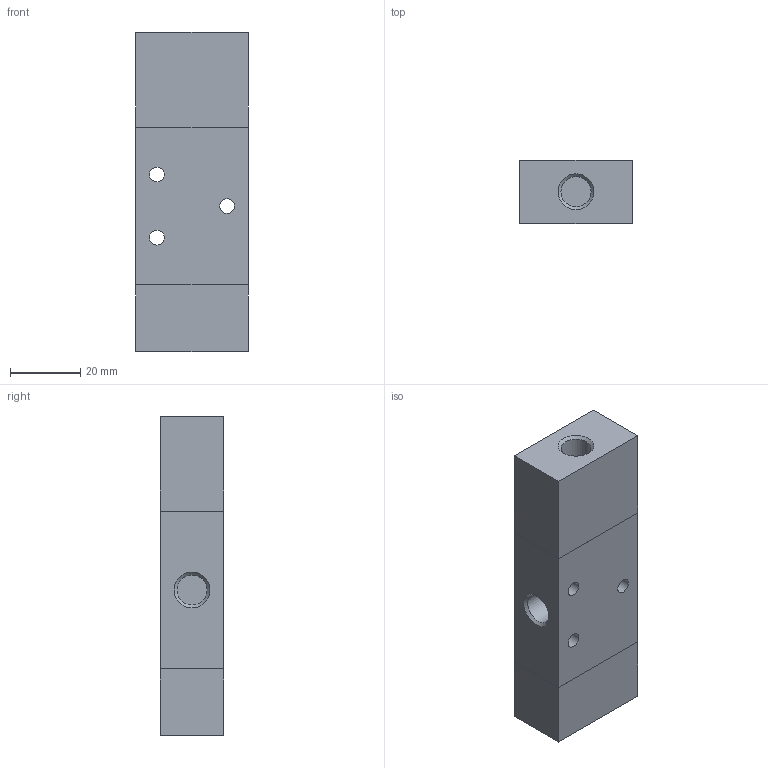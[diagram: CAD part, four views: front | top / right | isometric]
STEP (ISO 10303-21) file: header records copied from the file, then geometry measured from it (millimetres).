
FILE_DESCRIPTION((''),'2;1');
FILE_NAME('228_32_11_12-1.stp','2006-12-19T09:23:30',('rivolro1'),(''),'Autodesk Inventor 11','Autodesk Inventor 11','');
FILE_SCHEMA(('AUTOMOTIVE_DESIGN { 1 0 10303 214 1 1 1 1 }'));
Length unit declared in the file: millimetre
Products named in the file (1): 228_32_11_12-1
Bounding box: 32 x 18 x 91 mm (x, y, z)
Volume: 49652.5 mm3; surface area: 11729.4 mm2
Topology: 1 solids, 1 shells, 31 faces, 65 edges, 42 vertices
Faces by surface type: plane 16, bspline 12, cylinder 3
Full cylindrical faces by diameter (mm): 4.25 x3
Entity records: 909 total; most frequent: CARTESIAN_POINT 276, DIRECTION 112, ORIENTED_EDGE 108, EDGE_CURVE 54, EDGE_LOOP 54, VERTEX_POINT 42, AXIS2_PLACEMENT_3D 38, VECTOR 36
